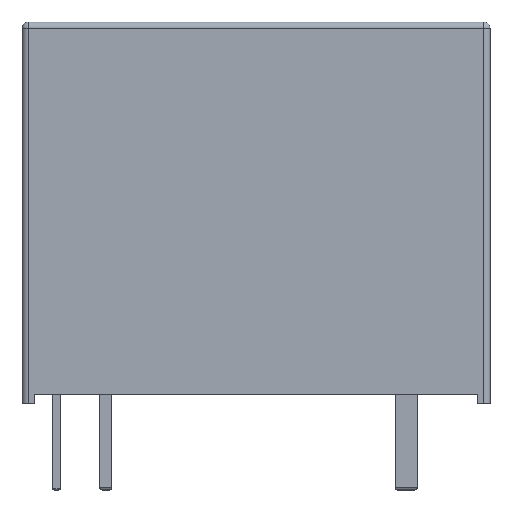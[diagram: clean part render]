
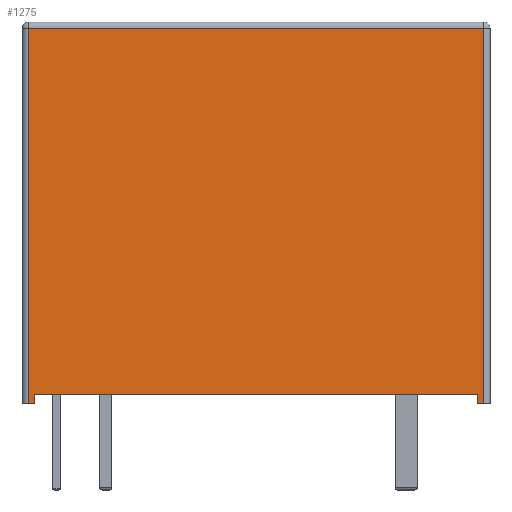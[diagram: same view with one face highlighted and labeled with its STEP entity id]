
A CAD part, front view. The second image highlights one B-rep face of the part: STEP entity #1275.
In plain terms, the highlighted planar face has unit normal (0, -1, 0).
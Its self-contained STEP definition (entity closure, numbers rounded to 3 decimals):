
#43 = LINE ( 'NONE', #648, #1623 ) ;
#51 = ORIENTED_EDGE ( 'NONE', *, *, #1234, .F. ) ;
#64 = ORIENTED_EDGE ( 'NONE', *, *, #2228, .T. ) ;
#88 = VECTOR ( 'NONE', #1609, 1000. ) ;
#154 = DIRECTION ( 'NONE',  ( -1., 0., 0. ) ) ;
#181 = LINE ( 'NONE', #1028, #88 ) ;
#199 = CARTESIAN_POINT ( 'NONE',  ( 17.1, -7.6, 0.02 ) ) ;
#258 = VERTEX_POINT ( 'NONE', #1846 ) ;
#268 = DIRECTION ( 'NONE',  ( 0., 0., 1. ) ) ;
#288 = ORIENTED_EDGE ( 'NONE', *, *, #2394, .T. ) ;
#312 = CARTESIAN_POINT ( 'NONE',  ( 17.35, -7.6, 15.27 ) ) ;
#313 = CARTESIAN_POINT ( 'NONE',  ( 17.6, -7.6, 0.02 ) ) ;
#316 = CARTESIAN_POINT ( 'NONE',  ( 17.6, -7.6, 0.02 ) ) ;
#318 = EDGE_CURVE ( 'NONE', #2161, #2061, #181, .T. ) ;
#447 = VERTEX_POINT ( 'NONE', #312 ) ;
#459 = VERTEX_POINT ( 'NONE', #1754 ) ;
#480 = EDGE_LOOP ( 'NONE', ( #288, #64, #1885, #2015, #825, #927, #51, #2069 ) ) ;
#532 = LINE ( 'NONE', #2582, #771 ) ;
#595 = CARTESIAN_POINT ( 'NONE',  ( -1.15, -7.6, 0.02 ) ) ;
#610 = CARTESIAN_POINT ( 'NONE',  ( -0.9, -7.6, 0.02 ) ) ;
#648 = CARTESIAN_POINT ( 'NONE',  ( 17.35, -7.6, 15.27 ) ) ;
#771 = VECTOR ( 'NONE', #1548, 1000. ) ;
#804 = CARTESIAN_POINT ( 'NONE',  ( -0.9, -7.6, 0.4 ) ) ;
#825 = ORIENTED_EDGE ( 'NONE', *, *, #1056, .F. ) ;
#839 = VECTOR ( 'NONE', #1929, 1000. ) ;
#895 = DIRECTION ( 'NONE',  ( 0., 0., -1. ) ) ;
#927 = ORIENTED_EDGE ( 'NONE', *, *, #318, .T. ) ;
#1028 = CARTESIAN_POINT ( 'NONE',  ( 12.85, -7.6, 0.4 ) ) ;
#1040 = EDGE_CURVE ( 'NONE', #2099, #258, #1744, .T. ) ;
#1056 = EDGE_CURVE ( 'NONE', #2161, #2210, #532, .T. ) ;
#1109 = VECTOR ( 'NONE', #268, 1000. ) ;
#1132 = VECTOR ( 'NONE', #1975, 1000. ) ;
#1234 = EDGE_CURVE ( 'NONE', #2144, #2061, #2258, .T. ) ;
#1275 = ADVANCED_FACE ( 'NONE', ( #2079 ), #1888, .T. ) ;
#1376 = AXIS2_PLACEMENT_3D ( 'NONE', #316, #1530, #895 ) ;
#1492 = VECTOR ( 'NONE', #154, 1000. ) ;
#1530 = DIRECTION ( 'NONE',  ( 0., -1., 0. ) ) ;
#1548 = DIRECTION ( 'NONE',  ( 0., 0., -1. ) ) ;
#1609 = DIRECTION ( 'NONE',  ( 1., 0., 0. ) ) ;
#1623 = VECTOR ( 'NONE', #1658, 1000. ) ;
#1658 = DIRECTION ( 'NONE',  ( -1., 0., 0. ) ) ;
#1727 = VECTOR ( 'NONE', #2312, 1000. ) ;
#1744 = LINE ( 'NONE', #2139, #1132 ) ;
#1754 = CARTESIAN_POINT ( 'NONE',  ( 17.35, -7.6, 0.02 ) ) ;
#1846 = CARTESIAN_POINT ( 'NONE',  ( -1.15, -7.6, 15.27 ) ) ;
#1885 = ORIENTED_EDGE ( 'NONE', *, *, #1040, .F. ) ;
#1888 = PLANE ( 'NONE',  #1376 ) ;
#1929 = DIRECTION ( 'NONE',  ( -1., 0., 0. ) ) ;
#1975 = DIRECTION ( 'NONE',  ( 0., 0., 1. ) ) ;
#1989 = EDGE_CURVE ( 'NONE', #2210, #2099, #2176, .T. ) ;
#2015 = ORIENTED_EDGE ( 'NONE', *, *, #1989, .F. ) ;
#2036 = CARTESIAN_POINT ( 'NONE',  ( 17.6, -7.6, 0.02 ) ) ;
#2061 = VERTEX_POINT ( 'NONE', #2630 ) ;
#2069 = ORIENTED_EDGE ( 'NONE', *, *, #2102, .F. ) ;
#2079 = FACE_OUTER_BOUND ( 'NONE', #480, .T. ) ;
#2099 = VERTEX_POINT ( 'NONE', #595 ) ;
#2102 = EDGE_CURVE ( 'NONE', #459, #2144, #2642, .T. ) ;
#2139 = CARTESIAN_POINT ( 'NONE',  ( -1.15, -7.6, 0.02 ) ) ;
#2144 = VERTEX_POINT ( 'NONE', #2429 ) ;
#2161 = VERTEX_POINT ( 'NONE', #804 ) ;
#2174 = LINE ( 'NONE', #2332, #1109 ) ;
#2176 = LINE ( 'NONE', #313, #839 ) ;
#2210 = VERTEX_POINT ( 'NONE', #610 ) ;
#2228 = EDGE_CURVE ( 'NONE', #447, #258, #43, .T. ) ;
#2258 = LINE ( 'NONE', #199, #1727 ) ;
#2312 = DIRECTION ( 'NONE',  ( 0., 0., 1. ) ) ;
#2332 = CARTESIAN_POINT ( 'NONE',  ( 17.35, -7.6, 0.02 ) ) ;
#2394 = EDGE_CURVE ( 'NONE', #459, #447, #2174, .T. ) ;
#2429 = CARTESIAN_POINT ( 'NONE',  ( 17.1, -7.6, 0.02 ) ) ;
#2582 = CARTESIAN_POINT ( 'NONE',  ( -0.9, -7.6, 0.02 ) ) ;
#2630 = CARTESIAN_POINT ( 'NONE',  ( 17.1, -7.6, 0.4 ) ) ;
#2642 = LINE ( 'NONE', #2036, #1492 ) ;
